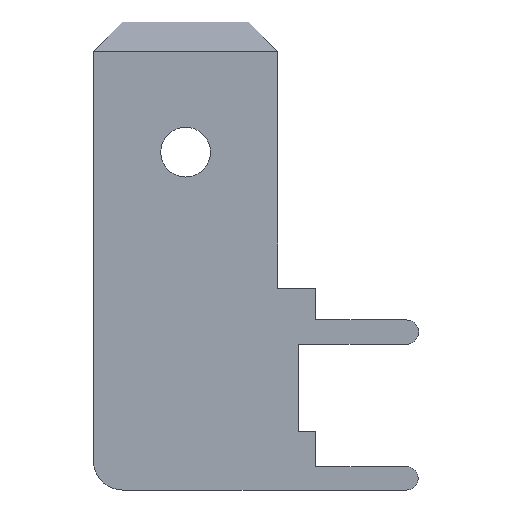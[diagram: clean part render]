
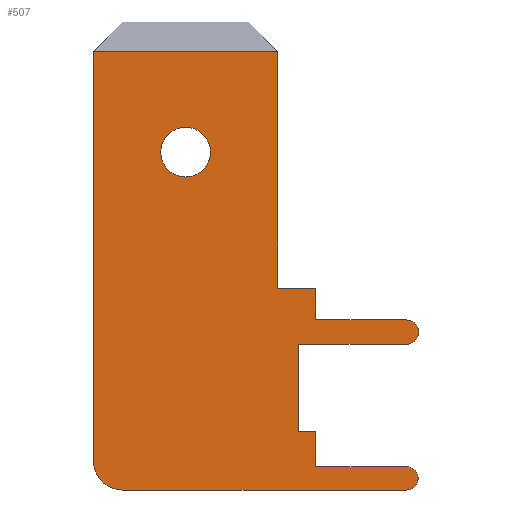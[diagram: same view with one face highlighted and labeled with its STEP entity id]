
A CAD part, left-side view. The second image highlights one B-rep face of the part: STEP entity #507.
In plain terms, the highlighted planar face has unit normal (-1, 0, 0).
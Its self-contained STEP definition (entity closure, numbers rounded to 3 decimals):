
#153=CARTESIAN_POINT('',(-0.4,0.,-4.45));
#154=DIRECTION('',(1.,0.,0.));
#155=DIRECTION('',(0.,0.,1.));
#156=AXIS2_PLACEMENT_3D('',#153,#154,#155);
#158=CARTESIAN_POINT('',(-0.4,0.,-4.45));
#159=DIRECTION('',(1.,0.,0.));
#160=DIRECTION('',(0.,0.,-1.));
#161=AXIS2_PLACEMENT_3D('',#158,#159,#160);
#163=DIRECTION('',(0.,-1.,0.));
#164=VECTOR('',#163,6.3);
#165=CARTESIAN_POINT('',(-0.4,3.15,-1.));
#166=LINE('',#165,#164);
#167=DIRECTION('',(0.,0.,1.));
#168=VECTOR('',#167,8.1);
#169=CARTESIAN_POINT('',(-0.4,-3.15,-9.1));
#170=LINE('',#169,#168);
#171=DIRECTION('',(0.,1.,0.));
#172=VECTOR('',#171,1.3);
#173=CARTESIAN_POINT('',(-0.4,-4.45,-9.1));
#174=LINE('',#173,#172);
#175=DIRECTION('',(0.,0.,1.));
#176=VECTOR('',#175,1.085);
#177=CARTESIAN_POINT('',(-0.4,-4.45,-10.185));
#178=LINE('',#177,#176);
#179=DIRECTION('',(0.,1.,0.));
#180=VECTOR('',#179,3.1);
#181=CARTESIAN_POINT('',(-0.4,-7.55,-10.185));
#182=LINE('',#181,#180);
#183=CARTESIAN_POINT('',(-0.4,-7.55,-10.6));
#184=DIRECTION('',(-1.,0.,0.));
#185=DIRECTION('',(0.,0.,-1.));
#186=AXIS2_PLACEMENT_3D('',#183,#184,#185);
#188=DIRECTION('',(0.,-1.,0.));
#189=VECTOR('',#188,3.685);
#190=CARTESIAN_POINT('',(-0.4,-3.865,-11.015));
#191=LINE('',#190,#189);
#192=DIRECTION('',(0.,0.,1.));
#193=VECTOR('',#192,2.985);
#194=CARTESIAN_POINT('',(-0.4,-3.865,-14.));
#195=LINE('',#194,#193);
#196=DIRECTION('',(0.,1.,0.));
#197=VECTOR('',#196,0.585);
#198=CARTESIAN_POINT('',(-0.4,-4.45,-14.));
#199=LINE('',#198,#197);
#200=DIRECTION('',(0.,0.,1.));
#201=VECTOR('',#200,1.2);
#202=CARTESIAN_POINT('',(-0.4,-4.45,-15.2));
#203=LINE('',#202,#201);
#204=DIRECTION('',(0.,1.,0.));
#205=VECTOR('',#204,3.1);
#206=CARTESIAN_POINT('',(-0.4,-7.55,-15.2));
#207=LINE('',#206,#205);
#208=CARTESIAN_POINT('',(-0.4,-7.55,-15.6));
#209=DIRECTION('',(-1.,0.,0.));
#210=DIRECTION('',(0.,0.,-1.));
#211=AXIS2_PLACEMENT_3D('',#208,#209,#210);
#213=DIRECTION('',(0.,-1.,0.));
#214=VECTOR('',#213,9.7);
#215=CARTESIAN_POINT('',(-0.4,2.15,-16.));
#216=LINE('',#215,#214);
#217=CARTESIAN_POINT('',(-0.4,2.15,-15.));
#218=DIRECTION('',(-1.,0.,0.));
#219=DIRECTION('',(0.,1.,0.));
#220=AXIS2_PLACEMENT_3D('',#217,#218,#219);
#222=DIRECTION('',(0.,0.,-1.));
#223=VECTOR('',#222,14.);
#224=CARTESIAN_POINT('',(-0.4,3.15,-1.));
#225=LINE('',#224,#223);
#348=CARTESIAN_POINT('',(-0.4,0.,-3.6));
#349=CARTESIAN_POINT('',(-0.4,0.,-5.3));
#350=VERTEX_POINT('',#348);
#351=VERTEX_POINT('',#349);
#352=CARTESIAN_POINT('',(-0.4,3.15,-15.));
#353=CARTESIAN_POINT('',(-0.4,2.15,-16.));
#354=VERTEX_POINT('',#352);
#355=VERTEX_POINT('',#353);
#356=CARTESIAN_POINT('',(-0.4,-7.55,-16.));
#357=VERTEX_POINT('',#356);
#358=CARTESIAN_POINT('',(-0.4,-7.55,-15.2));
#359=VERTEX_POINT('',#358);
#360=CARTESIAN_POINT('',(-0.4,-4.45,-15.2));
#361=VERTEX_POINT('',#360);
#362=CARTESIAN_POINT('',(-0.4,-4.45,-14.));
#363=VERTEX_POINT('',#362);
#364=CARTESIAN_POINT('',(-0.4,-3.865,-14.));
#365=VERTEX_POINT('',#364);
#366=CARTESIAN_POINT('',(-0.4,-3.865,-11.015));
#367=VERTEX_POINT('',#366);
#368=CARTESIAN_POINT('',(-0.4,-7.55,-11.015));
#369=VERTEX_POINT('',#368);
#370=CARTESIAN_POINT('',(-0.4,-7.55,-10.185));
#371=VERTEX_POINT('',#370);
#372=CARTESIAN_POINT('',(-0.4,-4.45,-10.185));
#373=VERTEX_POINT('',#372);
#374=CARTESIAN_POINT('',(-0.4,-4.45,-9.1));
#375=VERTEX_POINT('',#374);
#376=CARTESIAN_POINT('',(-0.4,-3.15,-9.1));
#377=VERTEX_POINT('',#376);
#382=CARTESIAN_POINT('',(-0.4,3.15,-1.));
#383=CARTESIAN_POINT('',(-0.4,-3.15,-1.));
#384=VERTEX_POINT('',#382);
#385=VERTEX_POINT('',#383);
#466=CARTESIAN_POINT('',(-0.4,0.,0.));
#467=DIRECTION('',(-1.,0.,0.));
#468=DIRECTION('',(0.,0.,1.));
#469=AXIS2_PLACEMENT_3D('',#466,#467,#468);
#470=PLANE('',#469);
#472=ORIENTED_EDGE('',*,*,#471,.T.);
#474=ORIENTED_EDGE('',*,*,#473,.F.);
#476=ORIENTED_EDGE('',*,*,#475,.F.);
#478=ORIENTED_EDGE('',*,*,#477,.F.);
#480=ORIENTED_EDGE('',*,*,#479,.F.);
#482=ORIENTED_EDGE('',*,*,#481,.F.);
#484=ORIENTED_EDGE('',*,*,#483,.F.);
#486=ORIENTED_EDGE('',*,*,#485,.F.);
#488=ORIENTED_EDGE('',*,*,#487,.F.);
#490=ORIENTED_EDGE('',*,*,#489,.F.);
#492=ORIENTED_EDGE('',*,*,#491,.F.);
#494=ORIENTED_EDGE('',*,*,#493,.F.);
#496=ORIENTED_EDGE('',*,*,#495,.F.);
#498=ORIENTED_EDGE('',*,*,#497,.F.);
#500=ORIENTED_EDGE('',*,*,#499,.F.);
#501=EDGE_LOOP('',(#472,#474,#476,#478,#480,#482,#484,#486,#488,#490,#492,#494,
#496,#498,#500));
#502=FACE_OUTER_BOUND('',#501,.F.);
#503=ORIENTED_EDGE('',*,*,#446,.F.);
#504=ORIENTED_EDGE('',*,*,#460,.F.);
#505=EDGE_LOOP('',(#503,#504));
#506=FACE_BOUND('',#505,.F.);
#507=ADVANCED_FACE('',(#502,#506),#470,.T.);
#157=CIRCLE('',#156,0.85);
#162=CIRCLE('',#161,0.85);
#187=CIRCLE('',#186,0.415);
#212=CIRCLE('',#211,0.4);
#221=CIRCLE('',#220,1.);
#446=EDGE_CURVE('',#350,#351,#157,.T.);
#460=EDGE_CURVE('',#351,#350,#162,.T.);
#471=EDGE_CURVE('',#384,#385,#166,.T.);
#473=EDGE_CURVE('',#377,#385,#170,.T.);
#475=EDGE_CURVE('',#375,#377,#174,.T.);
#477=EDGE_CURVE('',#373,#375,#178,.T.);
#479=EDGE_CURVE('',#371,#373,#182,.T.);
#481=EDGE_CURVE('',#369,#371,#187,.T.);
#483=EDGE_CURVE('',#367,#369,#191,.T.);
#485=EDGE_CURVE('',#365,#367,#195,.T.);
#487=EDGE_CURVE('',#363,#365,#199,.T.);
#489=EDGE_CURVE('',#361,#363,#203,.T.);
#491=EDGE_CURVE('',#359,#361,#207,.T.);
#493=EDGE_CURVE('',#357,#359,#212,.T.);
#495=EDGE_CURVE('',#355,#357,#216,.T.);
#497=EDGE_CURVE('',#354,#355,#221,.T.);
#499=EDGE_CURVE('',#384,#354,#225,.T.);
